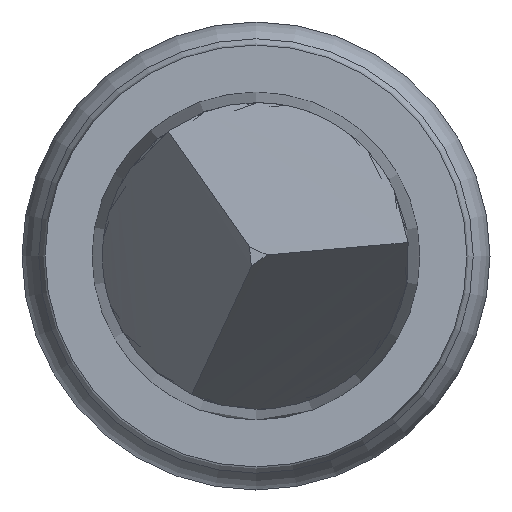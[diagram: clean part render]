
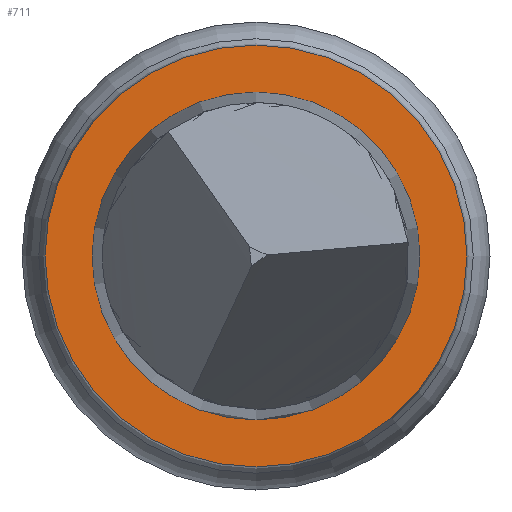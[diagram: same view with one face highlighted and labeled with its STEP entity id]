
A CAD part, left-side view. The second image highlights one B-rep face of the part: STEP entity #711.
In plain terms, the highlighted planar face has unit normal (-1, 0, 0).
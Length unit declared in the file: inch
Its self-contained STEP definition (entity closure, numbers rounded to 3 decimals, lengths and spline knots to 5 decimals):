
#18 = DIRECTION ( 'NONE',  ( 0., 0., -1. ) ) ;
#20 = DIRECTION ( 'NONE',  ( 1., 0., 0. ) ) ;
#45 = CARTESIAN_POINT ( 'NONE',  ( 0., 0., -0.02425 ) ) ;
#69 = CIRCLE ( 'NONE', #342, 0.01884 ) ;
#89 = DIRECTION ( 'NONE',  ( 1., 0., 0. ) ) ;
#146 = VERTEX_POINT ( 'NONE', #45 ) ;
#190 = ORIENTED_EDGE ( 'NONE', *, *, #493, .T. ) ;
#218 = CARTESIAN_POINT ( 'NONE',  ( 0., 0., -0.01884 ) ) ;
#238 = DIRECTION ( 'NONE',  ( 0., 0., -1. ) ) ;
#255 = EDGE_CURVE ( 'NONE', #146, #146, #546, .T. ) ;
#273 = DIRECTION ( 'NONE',  ( 0., 0., -1. ) ) ;
#328 = VERTEX_POINT ( 'NONE', #218 ) ;
#342 = AXIS2_PLACEMENT_3D ( 'NONE', #475, #20, #238 ) ;
#355 = EDGE_LOOP ( 'NONE', ( #190 ) ) ;
#372 = FACE_BOUND ( 'NONE', #355, .T. ) ;
#378 = CARTESIAN_POINT ( 'NONE',  ( 0., 0.02725, 0. ) ) ;
#475 = CARTESIAN_POINT ( 'NONE',  ( 0., 0., 0. ) ) ;
#493 = EDGE_CURVE ( 'NONE', #328, #328, #69, .T. ) ;
#520 = EDGE_LOOP ( 'NONE', ( #620 ) ) ;
#523 = AXIS2_PLACEMENT_3D ( 'NONE', #378, #89, #273 ) ;
#546 = CIRCLE ( 'NONE', #642, 0.02425 ) ;
#581 = CARTESIAN_POINT ( 'NONE',  ( 0., 0., 0. ) ) ;
#620 = ORIENTED_EDGE ( 'NONE', *, *, #255, .F. ) ;
#642 = AXIS2_PLACEMENT_3D ( 'NONE', #581, #699, #18 ) ;
#657 = PLANE ( 'NONE',  #523 ) ;
#699 = DIRECTION ( 'NONE',  ( 1., 0., 0. ) ) ;
#711 = ADVANCED_FACE ( 'NONE', ( #372, #728 ), #657, .F. ) ;
#728 = FACE_OUTER_BOUND ( 'NONE', #520, .T. ) ;
